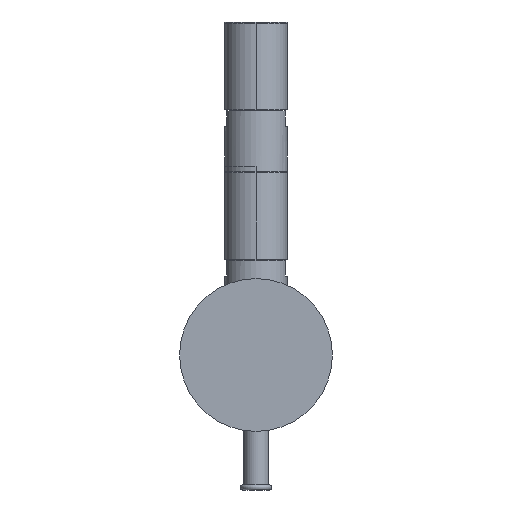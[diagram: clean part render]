
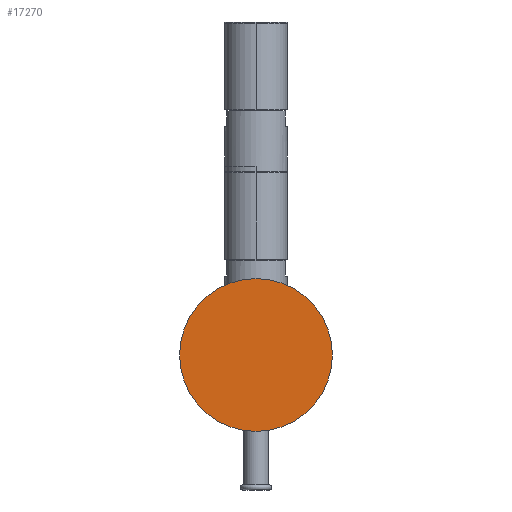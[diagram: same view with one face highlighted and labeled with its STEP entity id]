
A CAD part, front view. The second image highlights one B-rep face of the part: STEP entity #17270.
In plain terms, the highlighted planar face has unit normal (0, -1, 0).
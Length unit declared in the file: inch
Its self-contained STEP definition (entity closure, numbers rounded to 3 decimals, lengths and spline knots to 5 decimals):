
#5062=CARTESIAN_POINT('',(0.,-1.59,0.));
#5063=DIRECTION('',(0.,1.,0.));
#5064=DIRECTION('',(-1.,0.,0.));
#5065=AXIS2_PLACEMENT_3D('',#5062,#5063,#5064);
#5080=CARTESIAN_POINT('',(0.,-1.59,0.));
#5081=DIRECTION('',(0.,-1.,0.));
#5082=DIRECTION('',(-1.,0.,0.));
#5083=AXIS2_PLACEMENT_3D('',#5080,#5081,#5082);
#8656=CARTESIAN_POINT('',(-1.46,-1.59,0.));
#8657=CARTESIAN_POINT('',(1.46,-1.59,0.));
#8658=VERTEX_POINT('',#8656);
#8659=VERTEX_POINT('',#8657);
#17260=CARTESIAN_POINT('',(0.,-1.59,0.));
#17261=DIRECTION('',(0.,-1.,0.));
#17262=DIRECTION('',(1.,0.,0.));
#17263=AXIS2_PLACEMENT_3D('',#17260,#17261,#17262);
#17264=PLANE('',#17263);
#17265=ORIENTED_EDGE('',*,*,#17250,.T.);
#17267=ORIENTED_EDGE('',*,*,#17266,.F.);
#17268=EDGE_LOOP('',(#17265,#17267));
#17269=FACE_OUTER_BOUND('',#17268,.F.);
#17270=ADVANCED_FACE('',(#17269),#17264,.T.);
#5066=CIRCLE('',#5065,1.46);
#5084=CIRCLE('',#5083,1.46);
#17250=EDGE_CURVE('',#8658,#8659,#5066,.T.);
#17266=EDGE_CURVE('',#8658,#8659,#5084,.T.);
